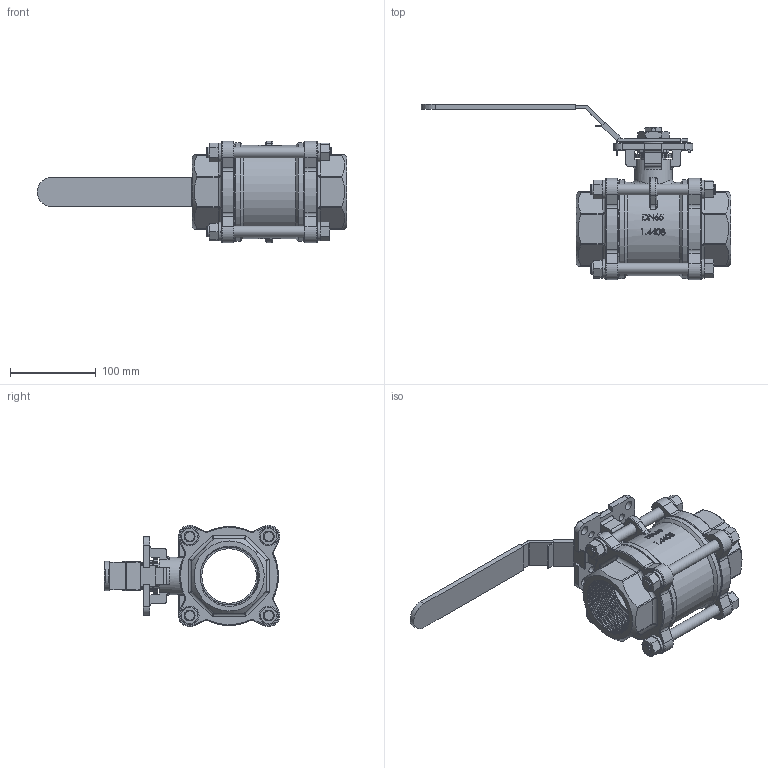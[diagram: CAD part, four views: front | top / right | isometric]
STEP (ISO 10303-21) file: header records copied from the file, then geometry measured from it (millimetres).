
FILE_DESCRIPTION(/* description */ ('Unknown'),/* implementation_level */ '2;1');
FILE_NAME(/* name */ '9323-10',/* time_stamp */ '2022-01-24T13:41:28+01:00',/* author */ ('Unknown'),/* organization */ ('Unknown'),/* preprocessor_version */ 'ST-DEVELOPER v16.7',/* originating_system */ 'Solid Edge',/* authorisation */ 'Unknown');
FILE_SCHEMA (('AUTOMOTIVE_DESIGN {1 0 10303 214 3 1 1}'));
Products named in the file (9): 8.112.065; Hebel 065-080; Hebel 065_080; Ummantelung 065_080; Lasche065_080; Gewindestange M; Körper 8.112.065; MutterM20
Assembly tree (10 placements, depth 3):
  8.112.065
    Hebel 065-080
      Hebel 065_080
      Ummantelung 065_080
      Lasche065_080
    8.112.065
      Gewindestange M  x3
      Körper 8.112.065
    MutterM20
Bounding box: 360 x 204.2 x 117.9 mm (x, y, z)
Volume: 1233856.7 mm3; surface area: 266454.4 mm2
Topology: 9 solids, 9 shells, 973 faces, 2648 edges, 1701 vertices
Faces by surface type: plane 421, cylinder 254, bspline 149, torus 81, cone 68
Full cylindrical faces by diameter (mm): 8.5 x4, 10.5 x4, 12.7 x9, 14 x2, 15 x8, 17.5 x2, 30 x2, 44 x1, 44.46 x2, 48 x1, 63.5 x1, 108.5 x1, 115 x2
Entity records: 61441 total; most frequent: CARTESIAN_POINT 39081, ORIENTED_EDGE 4942, DIRECTION 3979, EDGE_CURVE 2471, VERTEX_POINT 1649, AXIS2_PLACEMENT_3D 1414, LINE 1151, VECTOR 1151
